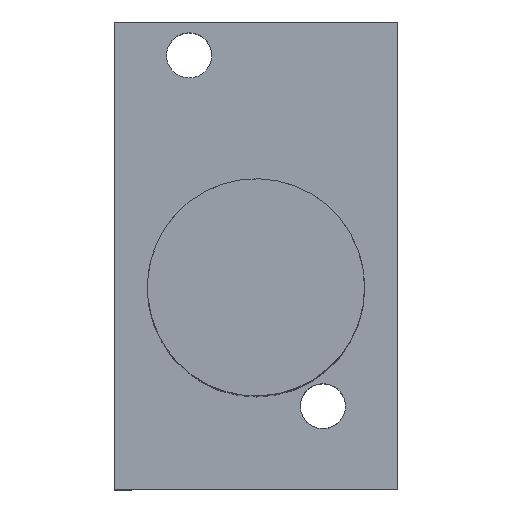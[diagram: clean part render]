
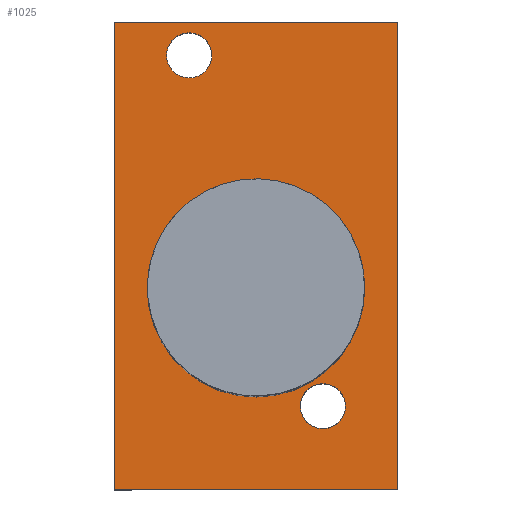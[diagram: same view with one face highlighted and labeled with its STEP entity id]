
A CAD part, top view. The second image highlights one B-rep face of the part: STEP entity #1025.
In plain terms, the highlighted planar face has unit normal (0, 0, 1).
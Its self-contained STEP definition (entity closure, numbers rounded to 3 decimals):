
#65=FACE_BOUND('',#232,.T.);
#66=FACE_BOUND('',#233,.T.);
#67=FACE_BOUND('',#234,.T.);
#103=PLANE('',#1112);
#155=FACE_OUTER_BOUND('',#231,.T.);
#231=EDGE_LOOP('',(#843,#844,#845,#846));
#232=EDGE_LOOP('',(#847));
#233=EDGE_LOOP('',(#848));
#234=EDGE_LOOP('',(#849));
#313=LINE('',#1597,#401);
#316=LINE('',#1603,#404);
#319=LINE('',#1609,#407);
#322=LINE('',#1613,#410);
#401=VECTOR('',#1300,28.);
#404=VECTOR('',#1305,17.);
#407=VECTOR('',#1310,28.);
#410=VECTOR('',#1315,17.);
#472=CIRCLE('',#1099,6.5);
#474=CIRCLE('',#1103,1.35);
#476=CIRCLE('',#1106,1.35);
#529=VERTEX_POINT('',#1577);
#531=VERTEX_POINT('',#1583);
#533=VERTEX_POINT('',#1588);
#536=VERTEX_POINT('',#1594);
#537=VERTEX_POINT('',#1596);
#539=VERTEX_POINT('',#1602);
#541=VERTEX_POINT('',#1608);
#637=EDGE_CURVE('',#529,#529,#472,.T.);
#639=EDGE_CURVE('',#531,#531,#474,.T.);
#641=EDGE_CURVE('',#533,#533,#476,.T.);
#644=EDGE_CURVE('',#537,#536,#313,.T.);
#647=EDGE_CURVE('',#539,#537,#316,.T.);
#650=EDGE_CURVE('',#541,#539,#319,.T.);
#653=EDGE_CURVE('',#536,#541,#322,.T.);
#843=ORIENTED_EDGE('',*,*,#653,.T.);
#844=ORIENTED_EDGE('',*,*,#650,.T.);
#845=ORIENTED_EDGE('',*,*,#647,.T.);
#846=ORIENTED_EDGE('',*,*,#644,.T.);
#847=ORIENTED_EDGE('',*,*,#637,.T.);
#848=ORIENTED_EDGE('',*,*,#639,.T.);
#849=ORIENTED_EDGE('',*,*,#641,.T.);
#1025=ADVANCED_FACE('',(#155,#65,#66,#67),#103,.T.);
#1099=AXIS2_PLACEMENT_3D('',#1578,#1280,#1281);
#1103=AXIS2_PLACEMENT_3D('',#1584,#1288,#1289);
#1106=AXIS2_PLACEMENT_3D('',#1589,#1294,#1295);
#1112=AXIS2_PLACEMENT_3D('',#1615,#1318,#1319);
#1280=DIRECTION('center_axis',(0.,0.,-1.));
#1281=DIRECTION('ref_axis',(-1.,0.,0.));
#1288=DIRECTION('center_axis',(0.,0.,-1.));
#1289=DIRECTION('ref_axis',(-1.,0.,0.));
#1294=DIRECTION('center_axis',(0.,0.,-1.));
#1295=DIRECTION('ref_axis',(-1.,0.,0.));
#1300=DIRECTION('',(0.,1.,0.));
#1305=DIRECTION('',(1.,0.,0.));
#1310=DIRECTION('',(0.,-1.,0.));
#1315=DIRECTION('',(-1.,0.,0.));
#1318=DIRECTION('center_axis',(0.,0.,1.));
#1319=DIRECTION('ref_axis',(1.,0.,0.));
#1577=CARTESIAN_POINT('',(-2.,12.047,1.));
#1578=CARTESIAN_POINT('Origin',(-8.5,12.047,1.));
#1583=CARTESIAN_POINT('',(-11.15,26.,1.));
#1584=CARTESIAN_POINT('Origin',(-12.5,26.,1.));
#1588=CARTESIAN_POINT('',(-3.15,5.,1.));
#1589=CARTESIAN_POINT('Origin',(-4.5,5.,1.));
#1594=CARTESIAN_POINT('',(0.,28.,1.));
#1596=CARTESIAN_POINT('',(0.,0.,1.));
#1597=CARTESIAN_POINT('',(0.,28.,1.));
#1602=CARTESIAN_POINT('',(-17.,0.,1.));
#1603=CARTESIAN_POINT('',(0.,0.,1.));
#1608=CARTESIAN_POINT('',(-17.,28.,1.));
#1609=CARTESIAN_POINT('',(-17.,0.,1.));
#1613=CARTESIAN_POINT('',(-17.,28.,1.));
#1615=CARTESIAN_POINT('Origin',(-8.5,14.,1.));
